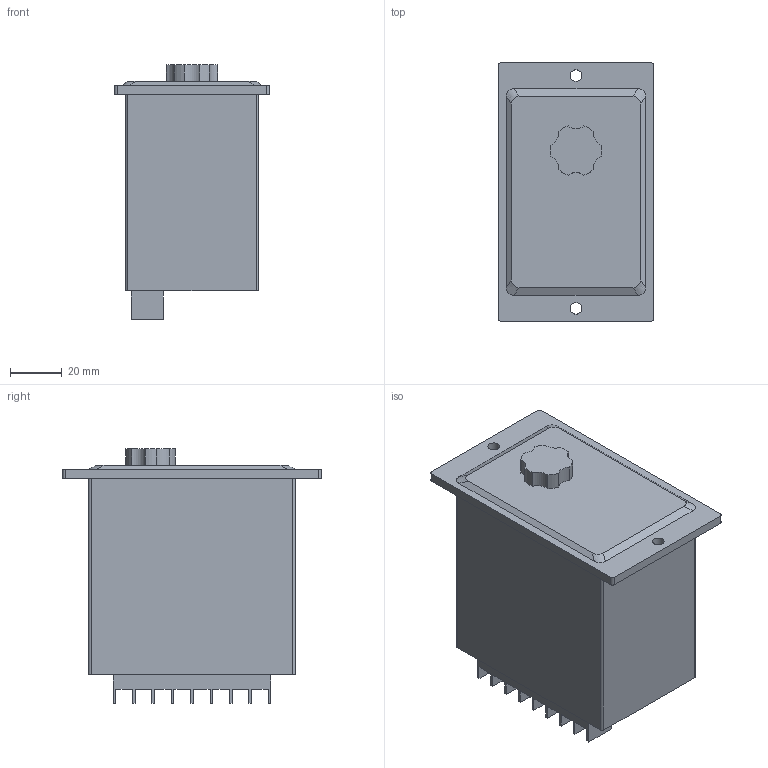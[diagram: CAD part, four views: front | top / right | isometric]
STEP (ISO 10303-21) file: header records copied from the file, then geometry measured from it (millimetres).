
FILE_DESCRIPTION((''),'2;1');
FILE_NAME('SUA90IB-V12.stp','2011-01-26T19:04:53',('jy-jung'),(''),'Autodesk Inventor 2010','Autodesk Inventor 2010','');
FILE_SCHEMA(('AUTOMOTIVE_DESIGN { 1 0 10303 214 1 1 1 1 }'));
Length unit declared in the file: millimetre
Products named in the file (1): SUA90IB-V12
Bounding box: 60 x 100 x 98.5 mm (x, y, z)
Volume: 346551.4 mm3; surface area: 35682.4 mm2
Topology: 1 solids, 1 shells, 80 faces, 222 edges, 148 vertices
Faces by surface type: plane 54, cylinder 22, bspline 4
Full cylindrical faces by diameter (mm): 4.5 x2
Entity records: 2634 total; most frequent: CARTESIAN_POINT 517, ORIENTED_EDGE 440, DIRECTION 426, EDGE_CURVE 220, VECTOR 168, LINE 168, VERTEX_POINT 148, AXIS2_PLACEMENT_3D 129
